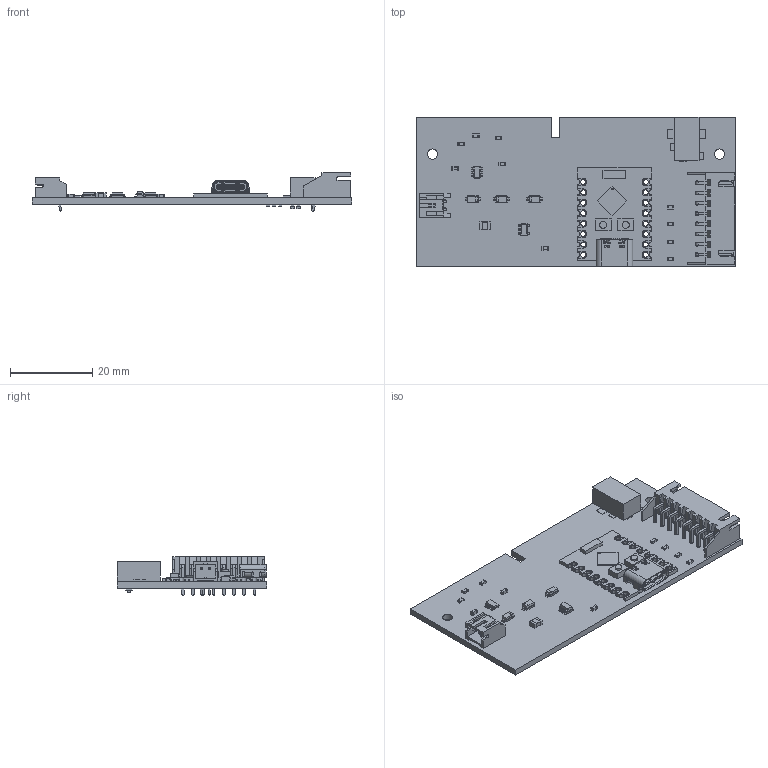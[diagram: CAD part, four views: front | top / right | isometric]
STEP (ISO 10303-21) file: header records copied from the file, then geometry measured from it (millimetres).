
FILE_DESCRIPTION(('KiCad electronic assembly'),'2;1');
FILE_NAME('bt-nes-advantage.step','2025-05-21T19:21:57',('Pcbnew'),( 'Kicad'),'Open CASCADE STEP processor 7.9','KiCad to STEP converter' ,'Unknown');
FILE_SCHEMA(('AUTOMOTIVE_DESIGN { 1 0 10303 214 1 1 1 1 }'));
Length unit declared in the file: millimetre
Products named in the file (19): bt-nes-advantage 1; JST_PH_S2B-PH-K_1x02_P2.00mm_Horizontal; R_0603_1608Metric; ESP32-C3_SUPERMINI_TH; Board c3mini; USB C; components (other)^ESP32-C3 SuperMini; C_0603_1608Metric; D_SOD-123; SOT-23-5; JST_XH_S8B-XH-A_1x08_P2.50mm_Horizontal; L_1008_2520Metric; PJ-043-SMT-TR; Body; Pins; Lugs; TSOT-23-6; LED_0603_1608Metric; bt-nes-advantage_PCB
Assembly tree (33 placements, depth 3):
  bt-nes-advantage 1
    JST_PH_S2B-PH-K_1x02_P2.00mm_Horizontal
    R_0603_1608Metric  x10
    ESP32-C3_SUPERMINI_TH
      Board c3mini
      USB C
      components (other)^ESP32-C3 SuperMini
    C_0603_1608Metric  x3
    D_SOD-123  x3
    SOT-23-5
    JST_XH_S8B-XH-A_1x08_P2.50mm_Horizontal
    L_1008_2520Metric
    PJ-043-SMT-TR
      Body
      Pins
      Lugs
    TSOT-23-6
    LED_0603_1608Metric  x3
    bt-nes-advantage_PCB
Bounding box: 78 x 36.5 x 9.5 mm (x, y, z)
Volume: 5639.8 mm3; surface area: 9995.1 mm2
Topology: 58 solids, 58 shells, 2363 faces, 6286 edges, 4046 vertices
Faces by surface type: plane 1661, cylinder 548, bspline 141, cone 13
Full cylindrical faces by diameter (mm): 0.75 x2, 0.95 x8, 1 x2, 1.2 x2, 1.27 x16, 2.5 x2
Entity records: 64834 total; most frequent: CARTESIAN_POINT 11168, ORIENTED_EDGE 9904, DIRECTION 9133, EDGE_CURVE 4952, LINE 3903, VECTOR 3903, VERTEX_POINT 3198, AXIS2_PLACEMENT_3D 2615
